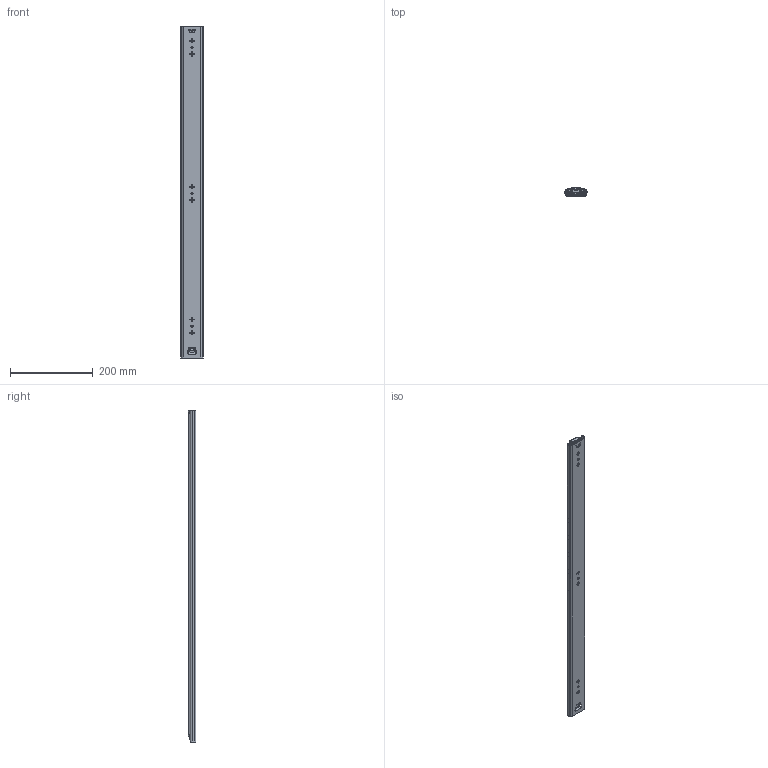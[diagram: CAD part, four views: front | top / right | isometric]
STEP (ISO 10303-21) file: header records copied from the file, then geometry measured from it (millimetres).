
FILE_DESCRIPTION (( 'STEP AP214' ), '1' );
FILE_NAME ('53#ÖØÐÍ¹ì32´çclose.STEP', '2024-10-10T09:09:02', ( '' ), ( '' ), 'SwSTEP 2.0', 'SolidWorks 2016', '' );
FILE_SCHEMA (( 'AUTOMOTIVE_DESIGN' ));
Length unit declared in the file: millimetre
Products named in the file (11): 53#笭倰寢俋紩殤32渡; 53情え; 53中轨胶塞; 紩殤蝶菜; 53蝶坶; 詩紩6; 53#笭倰寢囀紩殤32渡; 53#笭倰寢32渡close; 53#笭倰寢笢寢32渡; 53#笭倰寢俋寢32渡; 53#笭倰寢囀寢32渡
Assembly tree (122 placements, depth 2):
  53#笭倰寢32渡close
    53#笭倰寢俋寢32渡
    53#笭倰寢笢寢32渡
    53#笭倰寢囀寢32渡
    53#笭倰寢囀紩殤32渡
    53#笭倰寢俋紩殤32渡
    詩紩6  x112
    53蝶坶
    紩殤蝶菜  x2
    53中轨胶塞
    53情え
Bounding box: 53.68 x 19 x 800.62 mm (x, y, z)
Volume: 332534.2 mm3; surface area: 384670.2 mm2
Topology: 149 solids, 149 shells, 4610 faces, 12234 edges, 7547 vertices
Faces by surface type: plane 1715, cylinder 1471, torus 622, sphere 494, bspline 260, cone 48
Entity records: 137077 total; most frequent: CARTESIAN_POINT 34507, ORIENTED_EDGE 21628, DIRECTION 21060, EDGE_CURVE 10814, AXIS2_PLACEMENT_3D 8201, VERTEX_POINT 6643, VECTOR 4658, LINE 4658
